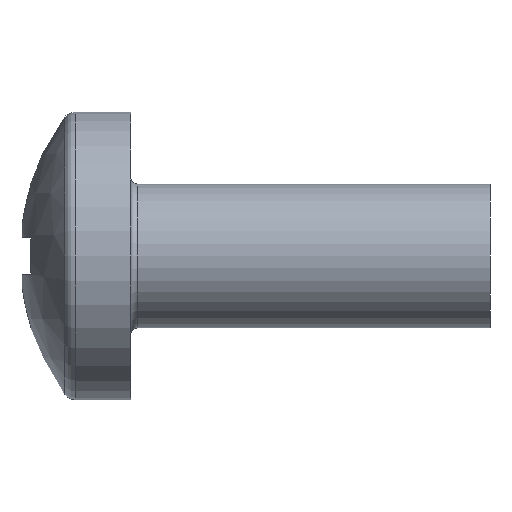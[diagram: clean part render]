
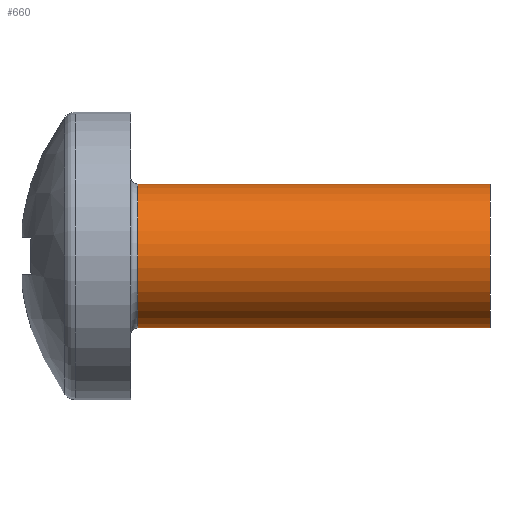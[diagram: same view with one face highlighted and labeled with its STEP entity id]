
A CAD part, front view. The second image highlights one B-rep face of the part: STEP entity #660.
In plain terms, the highlighted cylindrical face has radius 2 mm (diameter 4 mm), a full revolution.
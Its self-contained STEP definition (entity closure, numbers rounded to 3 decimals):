
#50 = VERTEX_POINT ( 'NONE', #300 ) ;
#67 = AXIS2_PLACEMENT_3D ( 'NONE', #141, #256, #496 ) ;
#117 = AXIS2_PLACEMENT_3D ( 'NONE', #517, #706, #207 ) ;
#141 = CARTESIAN_POINT ( 'NONE',  ( 13.1, 0., 0. ) ) ;
#143 = EDGE_LOOP ( 'NONE', ( #684 ) ) ;
#197 = EDGE_LOOP ( 'NONE', ( #779 ) ) ;
#201 = FACE_OUTER_BOUND ( 'NONE', #143, .T. ) ;
#207 = DIRECTION ( 'NONE',  ( 0., 0., 1. ) ) ;
#212 = EDGE_CURVE ( 'NONE', #50, #50, #387, .T. ) ;
#221 = DIRECTION ( 'NONE',  ( 0., 0., 1. ) ) ;
#236 = CARTESIAN_POINT ( 'NONE',  ( 3.3, 0., 2. ) ) ;
#256 = DIRECTION ( 'NONE',  ( -1., 0., 0. ) ) ;
#279 = CYLINDRICAL_SURFACE ( 'NONE', #509, 2. ) ;
#300 = CARTESIAN_POINT ( 'NONE',  ( 13.1, 0., 2. ) ) ;
#385 = CIRCLE ( 'NONE', #117, 2. ) ;
#386 = FACE_OUTER_BOUND ( 'NONE', #197, .T. ) ;
#387 = CIRCLE ( 'NONE', #67, 2. ) ;
#415 = VERTEX_POINT ( 'NONE', #236 ) ;
#496 = DIRECTION ( 'NONE',  ( 0., 0., 1. ) ) ;
#505 = DIRECTION ( 'NONE',  ( -1., 0., 0. ) ) ;
#509 = AXIS2_PLACEMENT_3D ( 'NONE', #628, #505, #221 ) ;
#517 = CARTESIAN_POINT ( 'NONE',  ( 3.3, 0., 0. ) ) ;
#628 = CARTESIAN_POINT ( 'NONE',  ( -25.4, 0., 0. ) ) ;
#647 = EDGE_CURVE ( 'NONE', #415, #415, #385, .T. ) ;
#660 = ADVANCED_FACE ( 'NONE', ( #201, #386 ), #279, .T. ) ;
#684 = ORIENTED_EDGE ( 'NONE', *, *, #647, .T. ) ;
#706 = DIRECTION ( 'NONE',  ( 1., 0., 0. ) ) ;
#779 = ORIENTED_EDGE ( 'NONE', *, *, #212, .T. ) ;
